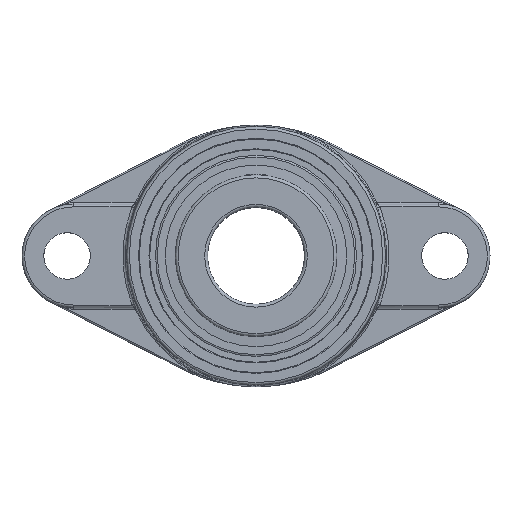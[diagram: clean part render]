
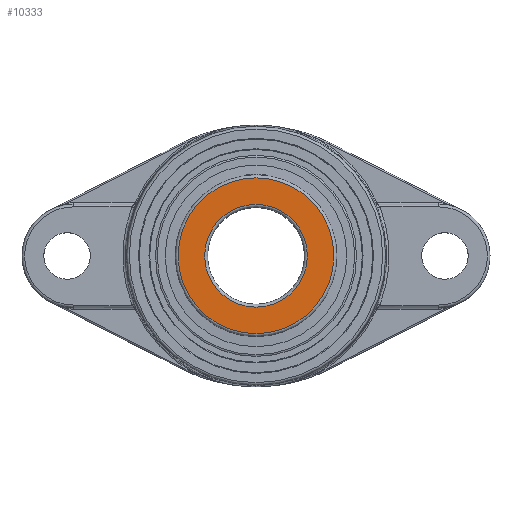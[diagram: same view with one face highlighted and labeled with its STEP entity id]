
A CAD part, top view. The second image highlights one B-rep face of the part: STEP entity #10333.
In plain terms, the highlighted face is planar.
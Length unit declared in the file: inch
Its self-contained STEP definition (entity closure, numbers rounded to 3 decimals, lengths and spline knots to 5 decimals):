
#10284=CARTESIAN_POINT('',(-0.69562,0.,0.));
#10285=VERTEX_POINT('',#10284);
#10295=CARTESIAN_POINT('',(0.,0.,0.));
#10296=DIRECTION('',(0.,0.,-1.));
#10297=DIRECTION('',(1.,-0.,0.));
#10298=AXIS2_PLACEMENT_3D('',#10295,#10296,#10297);
#10299=CIRCLE('',#10298,0.69562);
#10300=EDGE_CURVE('',#10285,#10285,#10299,.T.);
#10305=CARTESIAN_POINT('',(0.,0.,0.));
#10306=DIRECTION('',(0.,0.,1.));
#10307=DIRECTION('',(1.,-0.,0.));
#10308=AXIS2_PLACEMENT_3D('',#10305,#10306,#10307);
#10309=PLANE('',#10308);
#10310=CARTESIAN_POINT('',(-1.05513,0.,0.));
#10311=VERTEX_POINT('',#10310);
#10312=CARTESIAN_POINT('',(1.05513,0.,0.));
#10313=VERTEX_POINT('',#10312);
#10314=CARTESIAN_POINT('',(0.,0.,0.));
#10315=DIRECTION('',(0.,0.,1.));
#10316=DIRECTION('',(-1.,0.,0.));
#10317=AXIS2_PLACEMENT_3D('',#10314,#10315,#10316);
#10318=CIRCLE('',#10317,1.05513);
#10319=EDGE_CURVE('',#10311,#10313,#10318,.T.);
#10320=ORIENTED_EDGE('',*,*,#10319,.F.);
#10321=CARTESIAN_POINT('',(0.,0.,0.));
#10322=DIRECTION('',(0.,0.,1.));
#10323=DIRECTION('',(-1.,0.,0.));
#10324=AXIS2_PLACEMENT_3D('',#10321,#10322,#10323);
#10325=CIRCLE('',#10324,1.05513);
#10326=EDGE_CURVE('',#10313,#10311,#10325,.T.);
#10327=ORIENTED_EDGE('',*,*,#10326,.F.);
#10328=EDGE_LOOP('',(#10320,#10327));
#10329=FACE_BOUND('',#10328,.T.);
#10330=ORIENTED_EDGE('',*,*,#10300,.F.);
#10331=EDGE_LOOP('',(#10330));
#10332=FACE_BOUND('',#10331,.T.);
#10333=ADVANCED_FACE('',(#10329,#10332),#10309,.F.);
